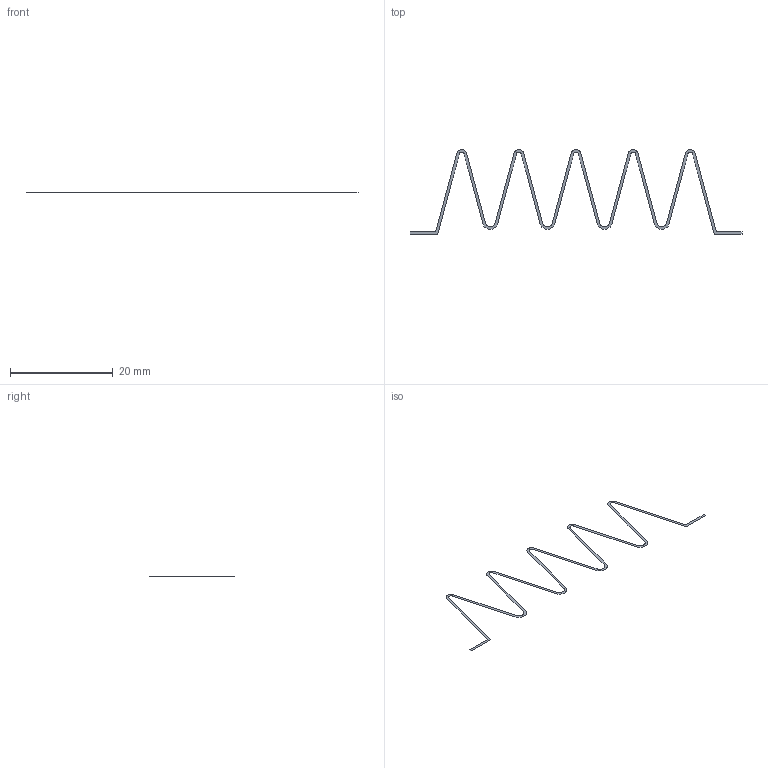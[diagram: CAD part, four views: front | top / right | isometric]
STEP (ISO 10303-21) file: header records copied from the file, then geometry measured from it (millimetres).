
FILE_DESCRIPTION(('FreeCAD Model'),'2;1');
FILE_NAME('Open CASCADE Shape Model','2022-09-09T00:02:14',(''),(''), 'Open CASCADE STEP processor 7.6','FreeCAD','Unknown');
FILE_SCHEMA(('AUTOMOTIVE_DESIGN { 1 0 10303 214 1 1 1 1 }'));
Length unit declared in the file: millimetre
Products named in the file (1): Common
Bounding box: 64.54 x 16.5 x 0 mm (x, y, z)
Surface area: 88.6 mm2 (no closed solid volume)
Topology: 0 solids, 1 shells, 1 faces, 54 edges, 54 vertices
Faces by surface type: plane 1
Entity records: 874 total; most frequent: CARTESIAN_POINT 166, DIRECTION 138, CIRCLE 56, ORIENTED_EDGE 54, EDGE_CURVE 54, VERTEX_POINT 54, SURFACE_CURVE 54, PCURVE 54
